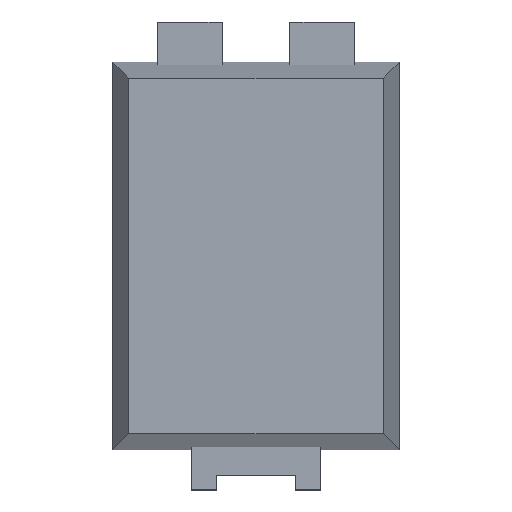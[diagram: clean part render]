
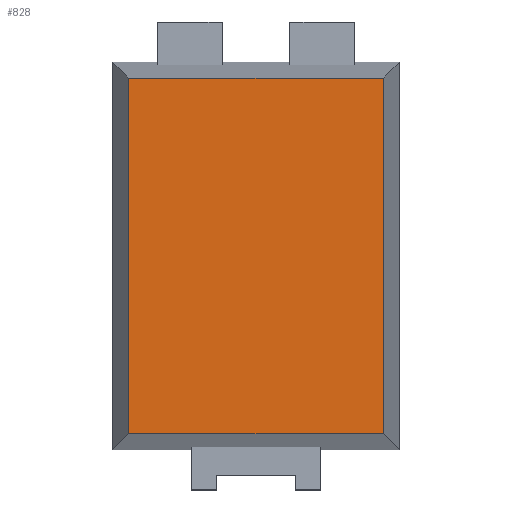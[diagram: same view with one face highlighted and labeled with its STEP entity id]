
A CAD part, top view. The second image highlights one B-rep face of the part: STEP entity #828.
In plain terms, the highlighted planar face has unit normal (0, 0, 1).
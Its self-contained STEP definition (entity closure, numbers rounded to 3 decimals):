
#828 = ADVANCED_FACE('',(#829),#863,.T.);
#829 = FACE_BOUND('',#830,.T.);
#830 = EDGE_LOOP('',(#831,#841,#849,#857));
#831 = ORIENTED_EDGE('',*,*,#832,.T.);
#832 = EDGE_CURVE('',#833,#835,#837,.T.);
#833 = VERTEX_POINT('',#834);
#834 = CARTESIAN_POINT('',(1.77,2.47,1.27));
#835 = VERTEX_POINT('',#836);
#836 = CARTESIAN_POINT('',(-1.77,2.47,1.27));
#837 = LINE('',#838,#839);
#838 = CARTESIAN_POINT('',(-1.99,2.47,1.27));
#839 = VECTOR('',#840,1.);
#840 = DIRECTION('',(-1.,0.,0.));
#841 = ORIENTED_EDGE('',*,*,#842,.T.);
#842 = EDGE_CURVE('',#835,#843,#845,.T.);
#843 = VERTEX_POINT('',#844);
#844 = CARTESIAN_POINT('',(-1.77,-2.47,1.27));
#845 = LINE('',#846,#847);
#846 = CARTESIAN_POINT('',(-1.77,-2.47,1.27));
#847 = VECTOR('',#848,1.);
#848 = DIRECTION('',(0.,-1.,0.));
#849 = ORIENTED_EDGE('',*,*,#850,.T.);
#850 = EDGE_CURVE('',#843,#851,#853,.T.);
#851 = VERTEX_POINT('',#852);
#852 = CARTESIAN_POINT('',(1.77,-2.47,1.27));
#853 = LINE('',#854,#855);
#854 = CARTESIAN_POINT('',(1.99,-2.47,1.27));
#855 = VECTOR('',#856,1.);
#856 = DIRECTION('',(1.,0.,0.));
#857 = ORIENTED_EDGE('',*,*,#858,.T.);
#858 = EDGE_CURVE('',#851,#833,#859,.T.);
#859 = LINE('',#860,#861);
#860 = CARTESIAN_POINT('',(1.77,2.47,1.27));
#861 = VECTOR('',#862,1.);
#862 = DIRECTION('',(0.,1.,0.));
#863 = PLANE('',#864);
#864 = AXIS2_PLACEMENT_3D('',#865,#866,#867);
#865 = CARTESIAN_POINT('',(0.,0.,1.27));
#866 = DIRECTION('',(0.,0.,1.));
#867 = DIRECTION('',(1.,0.,0.));
